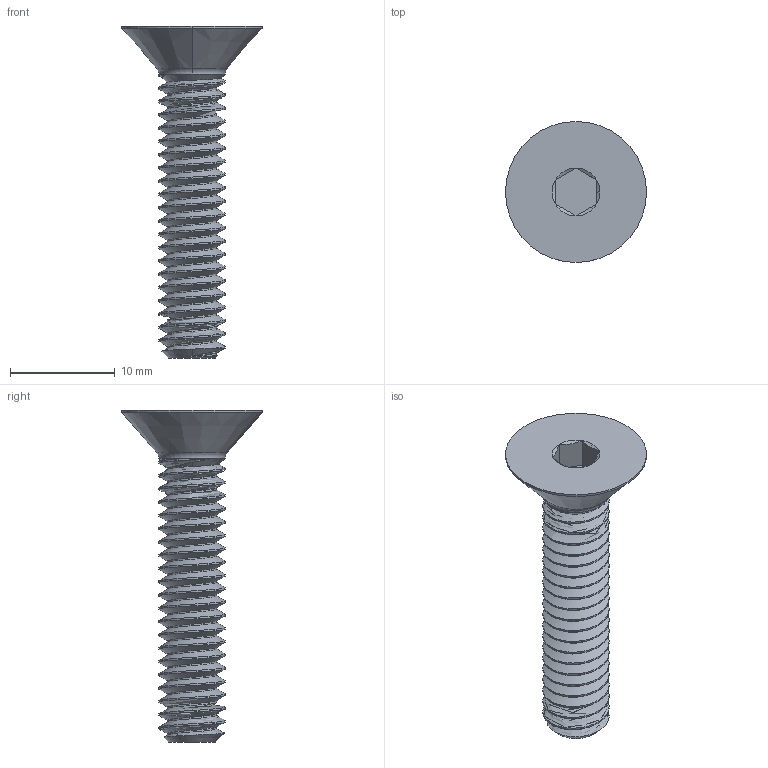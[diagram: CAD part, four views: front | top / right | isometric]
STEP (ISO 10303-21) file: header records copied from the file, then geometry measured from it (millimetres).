
FILE_DESCRIPTION (( 'STEP AP203' ), '1' );
FILE_NAME ('91253A544_ALLOY STEEL FLAT-HEAD SOCKET CAP SCREW_91253A544_sldprt.STEP', '2023-01-20T01:33:58', ( '' ), ( '' ), 'SwSTEP 2.0', 'SolidWorks 2022', '' );
FILE_SCHEMA (( 'CONFIG_CONTROL_DESIGN' ));
Length unit declared in the file: inch
Products named in the file (1): 91253A544_ALLOY STEEL FLAT-HEAD SOCKET CAP SCREW_91253A544_sldprt
Bounding box: 13.49 x 13.49 x 31.75 mm (x, y, z)
Volume: 987.3 mm3; surface area: 1200.3 mm2
Topology: 1 solids, 1 shells, 116 faces, 320 edges, 207 vertices
Faces by surface type: cylinder 87, cone 16, plane 9, torus 2, bspline 2
Entity records: 6353 total; most frequent: CARTESIAN_POINT 3850, ORIENTED_EDGE 640, DIRECTION 390, EDGE_CURVE 320, VERTEX_POINT 207, AXIS2_PLACEMENT_3D 142, EDGE_LOOP 117, ADVANCED_FACE 116
